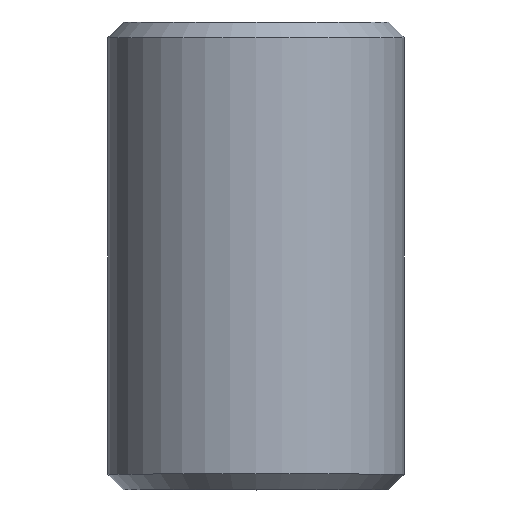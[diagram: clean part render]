
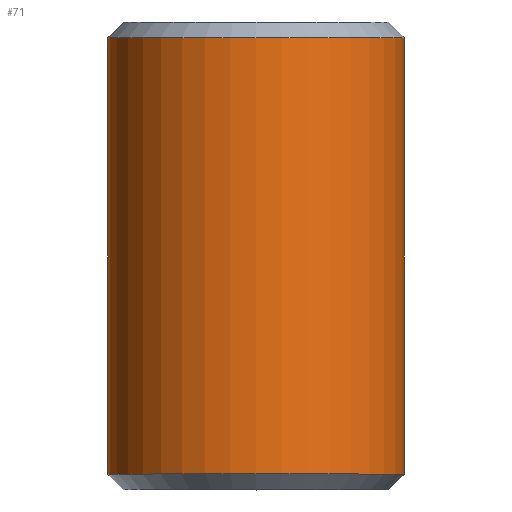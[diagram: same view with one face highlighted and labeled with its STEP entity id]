
A CAD part, top view. The second image highlights one B-rep face of the part: STEP entity #71.
In plain terms, the highlighted cylindrical face has radius 4.75 mm (diameter 9.5 mm), a full revolution.
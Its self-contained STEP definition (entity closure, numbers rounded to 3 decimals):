
#8 = CARTESIAN_POINT ( 'NONE',  ( -1.5, 7., -4.75 ) ) ;
#19 = DIRECTION ( 'NONE',  ( 0., 0., 1. ) ) ;
#27 = ORIENTED_EDGE ( 'NONE', *, *, #52, .T. ) ;
#35 = EDGE_CURVE ( 'NONE', #152, #152, #132, .T. ) ;
#52 = EDGE_CURVE ( 'NONE', #69, #69, #110, .T. ) ;
#60 = AXIS2_PLACEMENT_3D ( 'NONE', #86, #200, #138 ) ;
#63 = EDGE_LOOP ( 'NONE', ( #27 ) ) ;
#67 = CYLINDRICAL_SURFACE ( 'NONE', #176, 4.75 ) ;
#69 = VERTEX_POINT ( 'NONE', #136 ) ;
#70 = DIRECTION ( 'NONE',  ( 0., 1., 0. ) ) ;
#71 = ADVANCED_FACE ( 'NONE', ( #202, #185 ), #67, .T. ) ;
#86 = CARTESIAN_POINT ( 'NONE',  ( -1.5, 7., 0. ) ) ;
#97 = DIRECTION ( 'NONE',  ( 1., 0., 0. ) ) ;
#110 = CIRCLE ( 'NONE', #153, 4.75 ) ;
#112 = EDGE_LOOP ( 'NONE', ( #197 ) ) ;
#132 = CIRCLE ( 'NONE', #60, 4.75 ) ;
#136 = CARTESIAN_POINT ( 'NONE',  ( -1.5, -7., 4.75 ) ) ;
#138 = DIRECTION ( 'NONE',  ( 0., 0., -1. ) ) ;
#149 = DIRECTION ( 'NONE',  ( 0., -1., 0. ) ) ;
#152 = VERTEX_POINT ( 'NONE', #8 ) ;
#153 = AXIS2_PLACEMENT_3D ( 'NONE', #183, #70, #19 ) ;
#167 = CARTESIAN_POINT ( 'NONE',  ( -1.5, -7.5, 0. ) ) ;
#176 = AXIS2_PLACEMENT_3D ( 'NONE', #167, #149, #97 ) ;
#183 = CARTESIAN_POINT ( 'NONE',  ( -1.5, -7., 0. ) ) ;
#185 = FACE_OUTER_BOUND ( 'NONE', #112, .T. ) ;
#197 = ORIENTED_EDGE ( 'NONE', *, *, #35, .T. ) ;
#200 = DIRECTION ( 'NONE',  ( 0., -1., 0. ) ) ;
#202 = FACE_OUTER_BOUND ( 'NONE', #63, .T. ) ;
